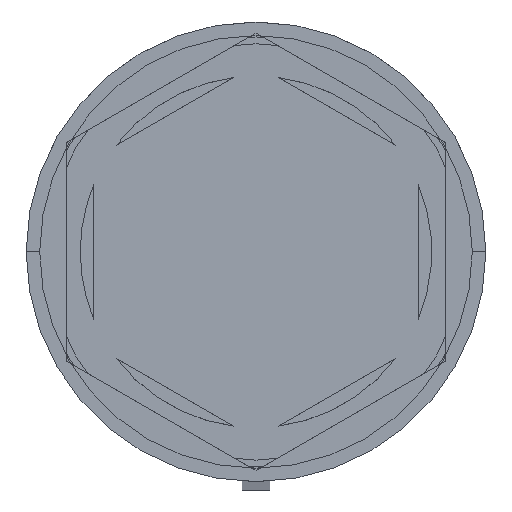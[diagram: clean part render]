
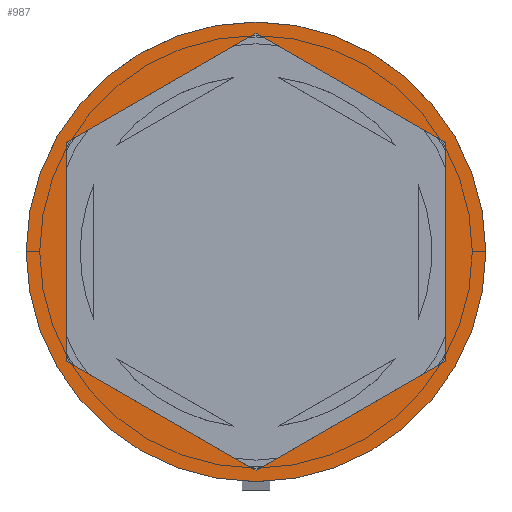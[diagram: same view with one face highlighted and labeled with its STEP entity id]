
A CAD part, top view. The second image highlights one B-rep face of the part: STEP entity #987.
In plain terms, the highlighted planar face has unit normal (0, 0, 1).
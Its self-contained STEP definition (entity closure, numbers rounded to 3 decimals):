
#5 = DIRECTION ( 'NONE',  ( 1., 0., 0. ) ) ;
#27 = VERTEX_POINT ( 'NONE', #195 ) ;
#46 = CARTESIAN_POINT ( 'NONE',  ( 8.5, 0., 0. ) ) ;
#50 = ORIENTED_EDGE ( 'NONE', *, *, #106, .F. ) ;
#106 = EDGE_CURVE ( 'NONE', #770, #479, #660, .T. ) ;
#126 = AXIS2_PLACEMENT_3D ( 'NONE', #1092, #1499, #2287 ) ;
#130 = LINE ( 'NONE', #910, #2076 ) ;
#149 = ORIENTED_EDGE ( 'NONE', *, *, #1420, .F. ) ;
#195 = CARTESIAN_POINT ( 'NONE',  ( 7., -4.041, 0. ) ) ;
#275 = EDGE_CURVE ( 'NONE', #1061, #27, #363, .T. ) ;
#318 = ORIENTED_EDGE ( 'NONE', *, *, #564, .F. ) ;
#338 = VECTOR ( 'NONE', #1026, 1000. ) ;
#363 = LINE ( 'NONE', #1894, #1706 ) ;
#433 = VECTOR ( 'NONE', #816, 1000. ) ;
#479 = VERTEX_POINT ( 'NONE', #2330 ) ;
#491 = ORIENTED_EDGE ( 'NONE', *, *, #1668, .F. ) ;
#510 = VECTOR ( 'NONE', #2325, 1000. ) ;
#564 = EDGE_CURVE ( 'NONE', #2292, #1209, #130, .T. ) ;
#593 = CIRCLE ( 'NONE', #679, 8.5 ) ;
#611 = CARTESIAN_POINT ( 'NONE',  ( 0., 0., 0. ) ) ;
#660 = LINE ( 'NONE', #1048, #338 ) ;
#679 = AXIS2_PLACEMENT_3D ( 'NONE', #611, #2099, #5 ) ;
#731 = DIRECTION ( 'NONE',  ( 0.866, 0.5, 0. ) ) ;
#740 = CARTESIAN_POINT ( 'NONE',  ( 0., 0., 0. ) ) ;
#755 = LINE ( 'NONE', #773, #1956 ) ;
#756 = CARTESIAN_POINT ( 'NONE',  ( 7., 4.041, 0. ) ) ;
#770 = VERTEX_POINT ( 'NONE', #756 ) ;
#773 = CARTESIAN_POINT ( 'NONE',  ( -7., -4.041, 0. ) ) ;
#816 = DIRECTION ( 'NONE',  ( -0.866, -0.5, 0. ) ) ;
#910 = CARTESIAN_POINT ( 'NONE',  ( -7., 4.041, 0. ) ) ;
#987 = ADVANCED_FACE ( 'NONE', ( #2265, #2310 ), #1281, .T. ) ;
#1026 = DIRECTION ( 'NONE',  ( -0.866, 0.5, 0. ) ) ;
#1048 = CARTESIAN_POINT ( 'NONE',  ( 7., 4.041, 0. ) ) ;
#1061 = VERTEX_POINT ( 'NONE', #1127 ) ;
#1092 = CARTESIAN_POINT ( 'NONE',  ( 0., 0., 0. ) ) ;
#1097 = ORIENTED_EDGE ( 'NONE', *, *, #2340, .F. ) ;
#1127 = CARTESIAN_POINT ( 'NONE',  ( 0., -8.083, 0. ) ) ;
#1175 = CARTESIAN_POINT ( 'NONE',  ( -8.5, 0., 0. ) ) ;
#1207 = ORIENTED_EDGE ( 'NONE', *, *, #1373, .T. ) ;
#1209 = VERTEX_POINT ( 'NONE', #2245 ) ;
#1281 = PLANE ( 'NONE',  #1834 ) ;
#1293 = DIRECTION ( 'NONE',  ( 1., 0., 0. ) ) ;
#1320 = ORIENTED_EDGE ( 'NONE', *, *, #275, .F. ) ;
#1373 = EDGE_CURVE ( 'NONE', #2440, #2346, #593, .T. ) ;
#1420 = EDGE_CURVE ( 'NONE', #1209, #1061, #755, .T. ) ;
#1466 = LINE ( 'NONE', #1535, #433 ) ;
#1499 = DIRECTION ( 'NONE',  ( 0., 0., 1. ) ) ;
#1535 = CARTESIAN_POINT ( 'NONE',  ( 0., 8.083, 0. ) ) ;
#1668 = EDGE_CURVE ( 'NONE', #479, #2292, #1466, .T. ) ;
#1678 = CIRCLE ( 'NONE', #126, 8.5 ) ;
#1706 = VECTOR ( 'NONE', #731, 1000. ) ;
#1834 = AXIS2_PLACEMENT_3D ( 'NONE', #740, #2481, #1293 ) ;
#1894 = CARTESIAN_POINT ( 'NONE',  ( 0., -8.083, 0. ) ) ;
#1938 = LINE ( 'NONE', #2157, #510 ) ;
#1956 = VECTOR ( 'NONE', #2111, 1000. ) ;
#2055 = ORIENTED_EDGE ( 'NONE', *, *, #2307, .T. ) ;
#2076 = VECTOR ( 'NONE', #2450, 1000. ) ;
#2091 = EDGE_LOOP ( 'NONE', ( #50, #1097, #1320, #149, #318, #491 ) ) ;
#2099 = DIRECTION ( 'NONE',  ( 0., 0., 1. ) ) ;
#2111 = DIRECTION ( 'NONE',  ( 0.866, -0.5, 0. ) ) ;
#2155 = EDGE_LOOP ( 'NONE', ( #1207, #2055 ) ) ;
#2157 = CARTESIAN_POINT ( 'NONE',  ( 7., -4.041, 0. ) ) ;
#2245 = CARTESIAN_POINT ( 'NONE',  ( -7., -4.041, 0. ) ) ;
#2265 = FACE_BOUND ( 'NONE', #2091, .T. ) ;
#2287 = DIRECTION ( 'NONE',  ( 1., 0., 0. ) ) ;
#2292 = VERTEX_POINT ( 'NONE', #2468 ) ;
#2307 = EDGE_CURVE ( 'NONE', #2346, #2440, #1678, .T. ) ;
#2310 = FACE_OUTER_BOUND ( 'NONE', #2155, .T. ) ;
#2325 = DIRECTION ( 'NONE',  ( 0., 1., 0. ) ) ;
#2330 = CARTESIAN_POINT ( 'NONE',  ( 0., 8.083, 0. ) ) ;
#2340 = EDGE_CURVE ( 'NONE', #27, #770, #1938, .T. ) ;
#2346 = VERTEX_POINT ( 'NONE', #1175 ) ;
#2440 = VERTEX_POINT ( 'NONE', #46 ) ;
#2450 = DIRECTION ( 'NONE',  ( 0., -1., 0. ) ) ;
#2468 = CARTESIAN_POINT ( 'NONE',  ( -7., 4.041, 0. ) ) ;
#2481 = DIRECTION ( 'NONE',  ( 0., 0., 1. ) ) ;
